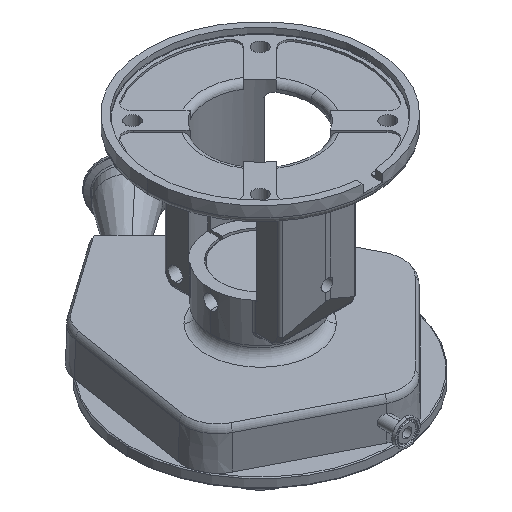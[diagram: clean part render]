
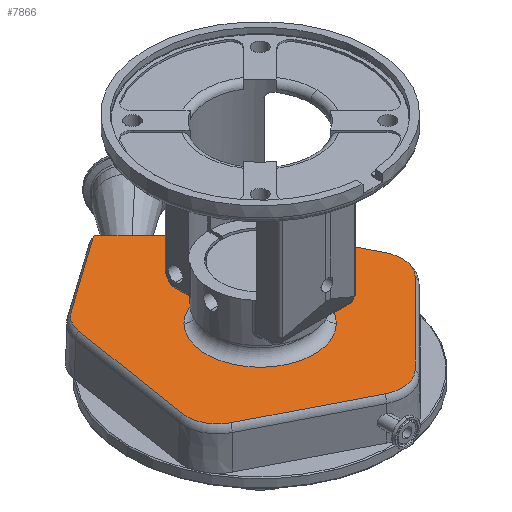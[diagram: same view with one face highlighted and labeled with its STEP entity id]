
A CAD part, isometric view. The second image highlights one B-rep face of the part: STEP entity #7866.
In plain terms, the highlighted planar face has unit normal (0, 0, 1).
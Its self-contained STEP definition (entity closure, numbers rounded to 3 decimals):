
#54 = VERTEX_POINT ( 'NONE', #9524 ) ;
#161 = CARTESIAN_POINT ( 'NONE',  ( 98.275, -15.565, -189. ) ) ;
#320 = DIRECTION ( 'NONE',  ( -0.966, -0.259, 0. ) ) ;
#376 = DIRECTION ( 'NONE',  ( -0.891, 0.454, 0. ) ) ;
#397 = VERTEX_POINT ( 'NONE', #10544 ) ;
#423 = CARTESIAN_POINT ( 'NONE',  ( -88.655, -45.172, -189. ) ) ;
#467 = CARTESIAN_POINT ( 'NONE',  ( 0., 0., -189. ) ) ;
#515 = AXIS2_PLACEMENT_3D ( 'NONE', #11797, #2359, #12938 ) ;
#555 = DIRECTION ( 'NONE',  ( 0., 0., -1. ) ) ;
#610 = DIRECTION ( 'NONE',  ( 0.707, -0.707, 0. ) ) ;
#684 = AXIS2_PLACEMENT_3D ( 'NONE', #1165, #10483, #5246 ) ;
#747 = DIRECTION ( 'NONE',  ( 0., 0., 1. ) ) ;
#766 = VERTEX_POINT ( 'NONE', #4171 ) ;
#819 = CARTESIAN_POINT ( 'NONE',  ( -90.741, 102.763, -189. ) ) ;
#947 = AXIS2_PLACEMENT_3D ( 'NONE', #5268, #9611, #9408 ) ;
#1007 = AXIS2_PLACEMENT_3D ( 'NONE', #3678, #555, #9038 ) ;
#1069 = ORIENTED_EDGE ( 'NONE', *, *, #4179, .F. ) ;
#1102 = EDGE_CURVE ( 'NONE', #3080, #1363, #2856, .T. ) ;
#1165 = CARTESIAN_POINT ( 'NONE',  ( 15.565, -98.275, -189. ) ) ;
#1188 = LINE ( 'NONE', #4048, #2474 ) ;
#1308 = EDGE_LOOP ( 'NONE', ( #9834, #5010, #12129, #7727, #5109, #8006, #7415, #12603, #5123, #3448, #5396, #4216, #1069, #12466, #12005 ) ) ;
#1333 = VERTEX_POINT ( 'NONE', #4077 ) ;
#1363 = VERTEX_POINT ( 'NONE', #9167 ) ;
#1505 = CARTESIAN_POINT ( 'NONE',  ( 37.605, -120.315, -189. ) ) ;
#1531 = CARTESIAN_POINT ( 'NONE',  ( -159.395, 54.659, -189. ) ) ;
#1623 = CARTESIAN_POINT ( 'NONE',  ( 0., 0., -189. ) ) ;
#1863 = AXIS2_PLACEMENT_3D ( 'NONE', #8452, #12525, #12578 ) ;
#1882 = VECTOR ( 'NONE', #12064, 1000. ) ;
#1929 = ORIENTED_EDGE ( 'NONE', *, *, #7027, .F. ) ;
#2142 = EDGE_CURVE ( 'NONE', #1333, #10852, #2148, .T. ) ;
#2148 = LINE ( 'NONE', #2213, #3334 ) ;
#2171 = EDGE_CURVE ( 'NONE', #54, #11623, #13067, .T. ) ;
#2213 = CARTESIAN_POINT ( 'NONE',  ( -119.44, -40.293, -189. ) ) ;
#2300 = VERTEX_POINT ( 'NONE', #4989 ) ;
#2359 = DIRECTION ( 'NONE',  ( 0., 0., -1. ) ) ;
#2365 = EDGE_CURVE ( 'NONE', #11623, #7186, #1188, .T. ) ;
#2473 = VECTOR ( 'NONE', #376, 1000. ) ;
#2474 = VECTOR ( 'NONE', #4112, 1000. ) ;
#2661 = PLANE ( 'NONE',  #3998 ) ;
#2856 = CIRCLE ( 'NONE', #684, 31.169 ) ;
#2938 = VECTOR ( 'NONE', #4195, 1000. ) ;
#3071 = EDGE_CURVE ( 'NONE', #12534, #766, #6875, .T. ) ;
#3080 = VERTEX_POINT ( 'NONE', #1505 ) ;
#3334 = VECTOR ( 'NONE', #6379, 1000. ) ;
#3380 = DIRECTION ( 'NONE',  ( -0.707, 0.707, 0. ) ) ;
#3417 = DIRECTION ( 'NONE',  ( 0., 0., -1. ) ) ;
#3425 = DIRECTION ( 'NONE',  ( 0.707, -0.707, 0. ) ) ;
#3448 = ORIENTED_EDGE ( 'NONE', *, *, #7427, .F. ) ;
#3525 = EDGE_CURVE ( 'NONE', #397, #10702, #7088, .T. ) ;
#3641 = CARTESIAN_POINT ( 'NONE',  ( 38.891, -38.891, -189. ) ) ;
#3678 = CARTESIAN_POINT ( 'NONE',  ( -6.135, 154.505, -189. ) ) ;
#3685 = DIRECTION ( 'NONE',  ( 0.707, -0.707, 0. ) ) ;
#3771 = LINE ( 'NONE', #1531, #1882 ) ;
#3998 = AXIS2_PLACEMENT_3D ( 'NONE', #12037, #5736, #3685 ) ;
#4048 = CARTESIAN_POINT ( 'NONE',  ( 100.078, 50.054, -189. ) ) ;
#4077 = CARTESIAN_POINT ( 'NONE',  ( -119.44, -40.293, -189. ) ) ;
#4112 = DIRECTION ( 'NONE',  ( 0.45, -0.893, 0. ) ) ;
#4171 = CARTESIAN_POINT ( 'NONE',  ( -6.083, 161.646, -189. ) ) ;
#4179 = EDGE_CURVE ( 'NONE', #7186, #9232, #9546, .T. ) ;
#4195 = DIRECTION ( 'NONE',  ( -0.707, -0.707, 0. ) ) ;
#4200 = EDGE_LOOP ( 'NONE', ( #1929, #10344 ) ) ;
#4216 = ORIENTED_EDGE ( 'NONE', *, *, #6021, .F. ) ;
#4253 = CIRCLE ( 'NONE', #1863, 228.831 ) ;
#4397 = LINE ( 'NONE', #9630, #11185 ) ;
#4422 = DIRECTION ( 'NONE',  ( 0., 0., -1. ) ) ;
#4458 = CARTESIAN_POINT ( 'NONE',  ( 67.924, 113.783, -189. ) ) ;
#4601 = DIRECTION ( 'NONE',  ( 0.707, -0.707, 0. ) ) ;
#4630 = FACE_BOUND ( 'NONE', #4200, .T. ) ;
#4989 = CARTESIAN_POINT ( 'NONE',  ( -86.721, 106.155, -189. ) ) ;
#5010 = ORIENTED_EDGE ( 'NONE', *, *, #9118, .T. ) ;
#5093 = VERTEX_POINT ( 'NONE', #9424 ) ;
#5109 = ORIENTED_EDGE ( 'NONE', *, *, #11657, .F. ) ;
#5121 = CARTESIAN_POINT ( 'NONE',  ( -99.486, 85.602, -189. ) ) ;
#5123 = ORIENTED_EDGE ( 'NONE', *, *, #8436, .F. ) ;
#5246 = DIRECTION ( 'NONE',  ( 0.707, -0.707, 0. ) ) ;
#5268 = CARTESIAN_POINT ( 'NONE',  ( -68.701, 80.723, -189. ) ) ;
#5360 = CARTESIAN_POINT ( 'NONE',  ( 117.362, 147.561, -189. ) ) ;
#5396 = ORIENTED_EDGE ( 'NONE', *, *, #1102, .F. ) ;
#5721 = CIRCLE ( 'NONE', #7678, 55. ) ;
#5731 = CIRCLE ( 'NONE', #947, 31.169 ) ;
#5736 = DIRECTION ( 'NONE',  ( 0., 0., 1. ) ) ;
#6021 = EDGE_CURVE ( 'NONE', #9232, #3080, #13351, .T. ) ;
#6143 = CARTESIAN_POINT ( 'NONE',  ( -102.806, -72.944, -189. ) ) ;
#6379 = DIRECTION ( 'NONE',  ( 0.157, 0.988, 0. ) ) ;
#6642 = AXIS2_PLACEMENT_3D ( 'NONE', #423, #3417, #10756 ) ;
#6803 = VERTEX_POINT ( 'NONE', #11359 ) ;
#6875 = CIRCLE ( 'NONE', #1007, 7.141 ) ;
#7027 = EDGE_CURVE ( 'NONE', #10702, #397, #5721, .T. ) ;
#7088 = CIRCLE ( 'NONE', #12700, 55. ) ;
#7186 = VERTEX_POINT ( 'NONE', #12398 ) ;
#7356 = CARTESIAN_POINT ( 'NONE',  ( -10.264, 160.332, -189. ) ) ;
#7415 = ORIENTED_EDGE ( 'NONE', *, *, #8870, .F. ) ;
#7427 = EDGE_CURVE ( 'NONE', #1363, #7672, #11783, .T. ) ;
#7494 = EDGE_CURVE ( 'NONE', #10049, #2300, #5731, .T. ) ;
#7609 = DIRECTION ( 'NONE',  ( 0., 0., 1. ) ) ;
#7672 = VERTEX_POINT ( 'NONE', #6143 ) ;
#7678 = AXIS2_PLACEMENT_3D ( 'NONE', #1623, #747, #610 ) ;
#7685 = CARTESIAN_POINT ( 'NONE',  ( -68.701, 80.723, -189. ) ) ;
#7727 = ORIENTED_EDGE ( 'NONE', *, *, #3071, .F. ) ;
#7731 = VECTOR ( 'NONE', #320, 1000. ) ;
#7866 = ADVANCED_FACE ( 'NONE', ( #4630, #7896 ), #2661, .T. ) ;
#7896 = FACE_OUTER_BOUND ( 'NONE', #1308, .T. ) ;
#8006 = ORIENTED_EDGE ( 'NONE', *, *, #7494, .F. ) ;
#8127 = CIRCLE ( 'NONE', #6642, 31.169 ) ;
#8436 = EDGE_CURVE ( 'NONE', #7672, #1333, #8127, .T. ) ;
#8452 = CARTESIAN_POINT ( 'NONE',  ( 139.999, 339.783, -189. ) ) ;
#8567 = CIRCLE ( 'NONE', #12473, 31.169 ) ;
#8870 = EDGE_CURVE ( 'NONE', #10852, #10049, #8567, .T. ) ;
#8887 = AXIS2_PLACEMENT_3D ( 'NONE', #161, #12638, #3425 ) ;
#9038 = DIRECTION ( 'NONE',  ( 0.707, -0.707, 0. ) ) ;
#9118 = EDGE_CURVE ( 'NONE', #5093, #6803, #11801, .T. ) ;
#9167 = CARTESIAN_POINT ( 'NONE',  ( 1.415, -126.047, -189. ) ) ;
#9189 = EDGE_CURVE ( 'NONE', #6803, #766, #4397, .T. ) ;
#9232 = VERTEX_POINT ( 'NONE', #9561 ) ;
#9408 = DIRECTION ( 'NONE',  ( 0.707, -0.707, 0. ) ) ;
#9424 = CARTESIAN_POINT ( 'NONE',  ( 49.83, 129.466, -189. ) ) ;
#9524 = CARTESIAN_POINT ( 'NONE',  ( 52.073, 128.519, -189. ) ) ;
#9546 = CIRCLE ( 'NONE', #8887, 31.169 ) ;
#9561 = CARTESIAN_POINT ( 'NONE',  ( 120.315, -37.605, -189. ) ) ;
#9611 = DIRECTION ( 'NONE',  ( 0., 0., -1. ) ) ;
#9630 = CARTESIAN_POINT ( 'NONE',  ( 77.782, 77.782, -189. ) ) ;
#9834 = ORIENTED_EDGE ( 'NONE', *, *, #10670, .F. ) ;
#10049 = VERTEX_POINT ( 'NONE', #819 ) ;
#10313 = CARTESIAN_POINT ( 'NONE',  ( 12.046, -145.874, -189. ) ) ;
#10344 = ORIENTED_EDGE ( 'NONE', *, *, #3525, .F. ) ;
#10483 = DIRECTION ( 'NONE',  ( 0., 0., -1. ) ) ;
#10544 = CARTESIAN_POINT ( 'NONE',  ( -38.891, 38.891, -189. ) ) ;
#10670 = EDGE_CURVE ( 'NONE', #5093, #54, #4253, .T. ) ;
#10702 = VERTEX_POINT ( 'NONE', #3641 ) ;
#10756 = DIRECTION ( 'NONE',  ( 0.707, -0.707, 0. ) ) ;
#10852 = VERTEX_POINT ( 'NONE', #5121 ) ;
#11185 = VECTOR ( 'NONE', #3380, 1000. ) ;
#11359 = CARTESIAN_POINT ( 'NONE',  ( 31.113, 124.451, -189. ) ) ;
#11514 = CARTESIAN_POINT ( 'NONE',  ( -102.806, -72.944, -189. ) ) ;
#11623 = VERTEX_POINT ( 'NONE', #4458 ) ;
#11657 = EDGE_CURVE ( 'NONE', #2300, #12534, #3771, .T. ) ;
#11783 = LINE ( 'NONE', #11514, #2473 ) ;
#11797 = CARTESIAN_POINT ( 'NONE',  ( 40.096, 99.742, -189. ) ) ;
#11801 = LINE ( 'NONE', #5360, #7731 ) ;
#12005 = ORIENTED_EDGE ( 'NONE', *, *, #2171, .F. ) ;
#12037 = CARTESIAN_POINT ( 'NONE',  ( 123.744, 123.744, -189. ) ) ;
#12064 = DIRECTION ( 'NONE',  ( 0.816, 0.578, 0. ) ) ;
#12129 = ORIENTED_EDGE ( 'NONE', *, *, #9189, .T. ) ;
#12398 = CARTESIAN_POINT ( 'NONE',  ( 126.103, -1.525, -189. ) ) ;
#12466 = ORIENTED_EDGE ( 'NONE', *, *, #2365, .F. ) ;
#12473 = AXIS2_PLACEMENT_3D ( 'NONE', #7685, #4422, #12745 ) ;
#12525 = DIRECTION ( 'NONE',  ( 0., 0., 1. ) ) ;
#12534 = VERTEX_POINT ( 'NONE', #7356 ) ;
#12578 = DIRECTION ( 'NONE',  ( -0.707, 0.707, 0. ) ) ;
#12603 = ORIENTED_EDGE ( 'NONE', *, *, #2142, .F. ) ;
#12638 = DIRECTION ( 'NONE',  ( 0., 0., -1. ) ) ;
#12700 = AXIS2_PLACEMENT_3D ( 'NONE', #467, #7609, #4601 ) ;
#12745 = DIRECTION ( 'NONE',  ( 0.707, -0.707, 0. ) ) ;
#12938 = DIRECTION ( 'NONE',  ( 0.707, -0.707, 0. ) ) ;
#13067 = CIRCLE ( 'NONE', #515, 31.169 ) ;
#13351 = LINE ( 'NONE', #10313, #2938 ) ;
